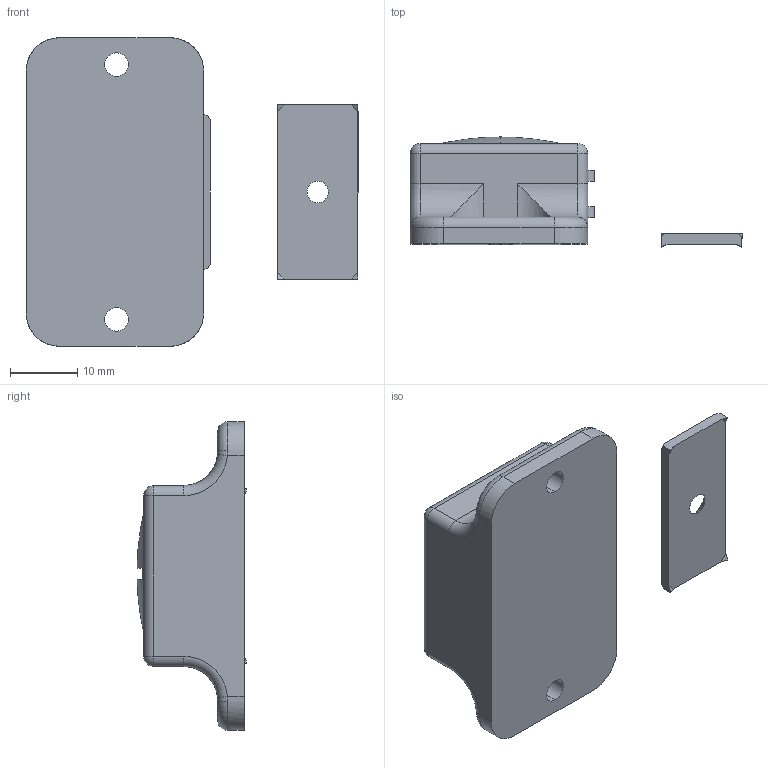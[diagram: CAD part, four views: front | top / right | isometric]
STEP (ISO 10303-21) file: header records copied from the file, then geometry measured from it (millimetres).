
FILE_DESCRIPTION (( 'STEP AP203' ), '1' );
FILE_NAME ('C-979.STEP', '2020-05-18T06:09:11', ( '' ), ( '' ), 'SwSTEP 2.0', 'SolidWorks 2018', '' );
FILE_SCHEMA (( 'CONFIG_CONTROL_DESIGN' ));
Length unit declared in the file: millimetre
Products named in the file (4): C-979; C-979_ヨーク_; C-979_本体_; C-979_受板
Assembly tree (4 placements, depth 2):
  C-979
    C-979_本体_
    C-979_ヨーク_  x2
    C-979_受板
Bounding box: 49.5 x 16.39 x 46 mm (x, y, z)
Volume: 13264.3 mm3; surface area: 9957.7 mm2
Topology: 4 solids, 4 shells, 99 faces, 240 edges, 148 vertices
Faces by surface type: plane 45, cylinder 30, torus 8, sphere 6, cone 6, bspline 4
Entity records: 3150 total; most frequent: CARTESIAN_POINT 574, DIRECTION 468, ORIENTED_EDGE 436, EDGE_CURVE 218, AXIS2_PLACEMENT_3D 176, VERTEX_POINT 136, VECTOR 116, LINE 116
